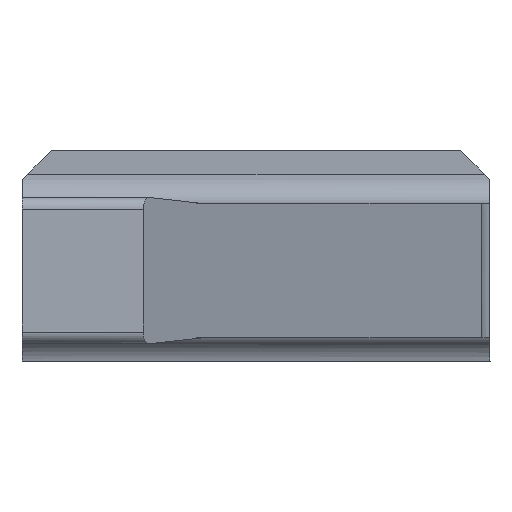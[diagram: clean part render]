
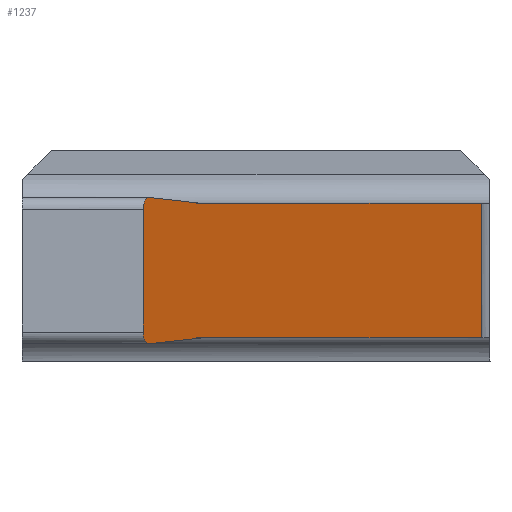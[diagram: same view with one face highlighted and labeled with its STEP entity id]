
A CAD part, left-side view. The second image highlights one B-rep face of the part: STEP entity #1237.
In plain terms, the highlighted planar face has unit normal (-0.427, -0.904, 0).
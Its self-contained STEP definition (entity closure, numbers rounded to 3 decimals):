
#1039=CARTESIAN_POINT('',(-23.137,0.929,0.4));
#1040=VERTEX_POINT('',#1039);
#1044=CARTESIAN_POINT('',(-13.027,-3.85,0.4));
#1045=DIRECTION('',(-0.904,0.427,0.));
#1046=VECTOR('',#1045,11.182);
#1047=LINE('',#1044,#1046);
#1048=CARTESIAN_POINT('',(-13.027,-3.85,0.4));
#1049=VERTEX_POINT('',#1048);
#1050=EDGE_CURVE('',#1049,#1040,#1047,.T.);
#1143=CARTESIAN_POINT('',(-13.027,-3.85,0.4));
#1144=DIRECTION('',(0.,0.,1.));
#1145=VECTOR('',#1144,2.3);
#1146=LINE('',#1143,#1145);
#1147=CARTESIAN_POINT('',(-13.027,-3.85,2.7));
#1148=VERTEX_POINT('',#1147);
#1149=EDGE_CURVE('',#1049,#1148,#1146,.T.);
#1172=CARTESIAN_POINT('',(-19.612,-0.737,1.));
#1173=DIRECTION('',(0.427,0.904,0.));
#1174=DIRECTION('',(0.,0.,1.));
#1175=AXIS2_PLACEMENT_3D('',#1172,#1173,#1174);
#1176=PLANE('',#1175);
#1177=CARTESIAN_POINT('',(-23.137,0.929,2.7));
#1178=DIRECTION('',(0.904,-0.427,0.));
#1179=VECTOR('',#1178,11.182);
#1180=LINE('',#1177,#1179);
#1181=CARTESIAN_POINT('',(-23.137,0.929,2.7));
#1182=VERTEX_POINT('',#1181);
#1183=EDGE_CURVE('',#1182,#1148,#1180,.T.);
#1184=ORIENTED_EDGE('Edge 1209',*,*,#1183,.F.);
#1186=ORIENTED_EDGE('Edge 230',*,*,#1149,.T.);
#1188=ORIENTED_EDGE('Edge 1068',*,*,#1050,.F.);
#1190=CARTESIAN_POINT('',(-23.137,0.929,0.4));
#1191=DIRECTION('',(-0.903,0.427,-0.047));
#1192=VECTOR('',#1191,2.107);
#1193=LINE('',#1190,#1192);
#1194=CARTESIAN_POINT('',(-25.04,1.828,0.3));
#1195=VERTEX_POINT('',#1194);
#1196=EDGE_CURVE('',#1040,#1195,#1193,.T.);
#1197=ORIENTED_EDGE('Edge 240',*,*,#1196,.F.);
#1199=CARTESIAN_POINT('',(-25.04,1.828,0.3));
#1200=CARTESIAN_POINT('',(-25.161,1.886,0.294));
#1201=CARTESIAN_POINT('',(-25.25,1.928,0.378));
#1202=CARTESIAN_POINT('',(-25.25,1.928,0.5));
#1203=(BOUNDED_CURVE()B_SPLINE_CURVE(3,(#1199,#1200,#1201,#1202),.UNSPECIFIED.,.F.,.F.)B_SPLINE_CURVE_WITH_KNOTS((4,4),(0.,1.),.UNSPECIFIED.)CURVE()GEOMETRIC_REPRESENTATION_ITEM()RATIONAL_B_SPLINE_CURVE((1.,0.792,0.792,1.))REPRESENTATION_ITEM('')
);
#1204=CARTESIAN_POINT('',(-25.25,1.928,0.5));
#1205=VERTEX_POINT('',#1204);
#1206=EDGE_CURVE('',#1195,#1205,#1203,.T.);
#1207=ORIENTED_EDGE('Edge 245',*,*,#1206,.F.);
#1209=CARTESIAN_POINT('',(-25.25,1.928,2.6));
#1210=DIRECTION('',(0.,0.,-1.));
#1211=VECTOR('',#1210,2.1);
#1212=LINE('',#1209,#1211);
#1213=CARTESIAN_POINT('',(-25.25,1.928,2.6));
#1214=VERTEX_POINT('',#1213);
#1215=EDGE_CURVE('',#1214,#1205,#1212,.T.);
#1216=ORIENTED_EDGE('Edge 250',*,*,#1215,.T.);
#1218=CARTESIAN_POINT('',(-25.25,1.928,2.6));
#1219=CARTESIAN_POINT('',(-25.25,1.928,2.722));
#1220=CARTESIAN_POINT('',(-25.161,1.886,2.806));
#1221=CARTESIAN_POINT('',(-25.04,1.828,2.8));
#1222=(BOUNDED_CURVE()B_SPLINE_CURVE(3,(#1218,#1219,#1220,#1221),.UNSPECIFIED.,.F.,.F.)B_SPLINE_CURVE_WITH_KNOTS((4,4),(0.,1.),.UNSPECIFIED.)CURVE()GEOMETRIC_REPRESENTATION_ITEM()RATIONAL_B_SPLINE_CURVE((1.,0.792,0.792,1.))REPRESENTATION_ITEM('')
);
#1223=CARTESIAN_POINT('',(-25.04,1.828,2.8));
#1224=VERTEX_POINT('',#1223);
#1225=EDGE_CURVE('',#1214,#1224,#1222,.T.);
#1226=ORIENTED_EDGE('Edge 255',*,*,#1225,.F.);
#1228=CARTESIAN_POINT('',(-25.04,1.828,2.8));
#1229=DIRECTION('',(0.903,-0.427,-0.047));
#1230=VECTOR('',#1229,2.107);
#1231=LINE('',#1228,#1230);
#1232=EDGE_CURVE('',#1224,#1182,#1231,.T.);
#1233=ORIENTED_EDGE('Edge 260',*,*,#1232,.F.);
#1235=EDGE_LOOP('',(#1233,#1226,#1216,#1207,#1197,#1188,#1186,#1184));
#1236=FACE_OUTER_BOUND('Loop 261',#1235,.T.);
#1237=ADVANCED_FACE('Face 262',(#1236),#1176,.F.);
